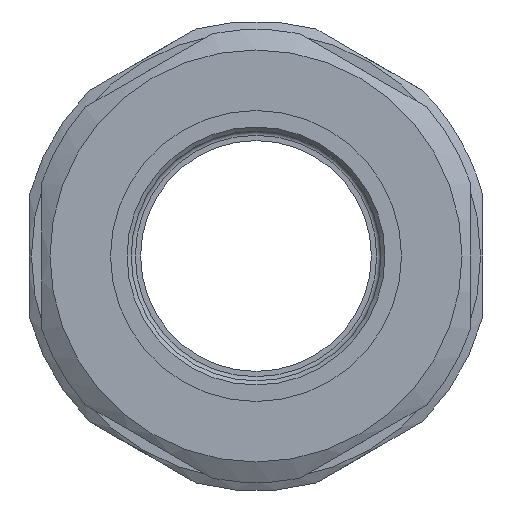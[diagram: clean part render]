
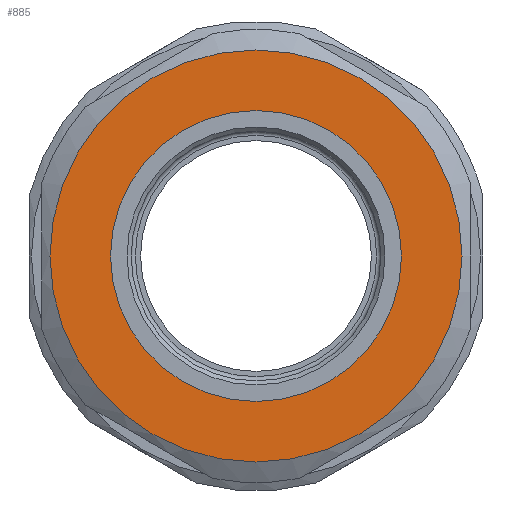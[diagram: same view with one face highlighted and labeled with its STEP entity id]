
A CAD part, front view. The second image highlights one B-rep face of the part: STEP entity #885.
In plain terms, the highlighted planar face has unit normal (0, -1, 0).
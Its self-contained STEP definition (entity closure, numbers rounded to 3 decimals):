
#103=FACE_BOUND('',#275,.T.);
#218=FACE_OUTER_BOUND('',#274,.T.);
#274=EDGE_LOOP('',(#627));
#275=EDGE_LOOP('',(#628));
#338=CIRCLE('',#972,25.);
#339=CIRCLE('',#973,17.65);
#403=VERTEX_POINT('',#1393);
#404=VERTEX_POINT('',#1395);
#491=EDGE_CURVE('',#403,#403,#338,.T.);
#492=EDGE_CURVE('',#404,#404,#339,.T.);
#627=ORIENTED_EDGE('',*,*,#491,.F.);
#628=ORIENTED_EDGE('',*,*,#492,.F.);
#857=PLANE('',#971);
#885=ADVANCED_FACE('',(#218,#103),#857,.T.);
#971=AXIS2_PLACEMENT_3D('',#1392,#1101,#1102);
#972=AXIS2_PLACEMENT_3D('',#1394,#1103,#1104);
#973=AXIS2_PLACEMENT_3D('',#1396,#1105,#1106);
#1101=DIRECTION('center_axis',(0.,-1.,0.));
#1102=DIRECTION('ref_axis',(0.,0.,-1.));
#1103=DIRECTION('center_axis',(0.,1.,0.));
#1104=DIRECTION('ref_axis',(-1.,0.,0.));
#1105=DIRECTION('center_axis',(0.,-1.,0.));
#1106=DIRECTION('ref_axis',(-1.,0.,0.));
#1392=CARTESIAN_POINT('Origin',(101.251,-107.837,148.472));
#1393=CARTESIAN_POINT('',(147.826,-107.837,148.472));
#1394=CARTESIAN_POINT('Origin',(122.826,-107.837,148.472));
#1395=CARTESIAN_POINT('',(140.476,-107.837,148.472));
#1396=CARTESIAN_POINT('Origin',(122.826,-107.837,148.472));
